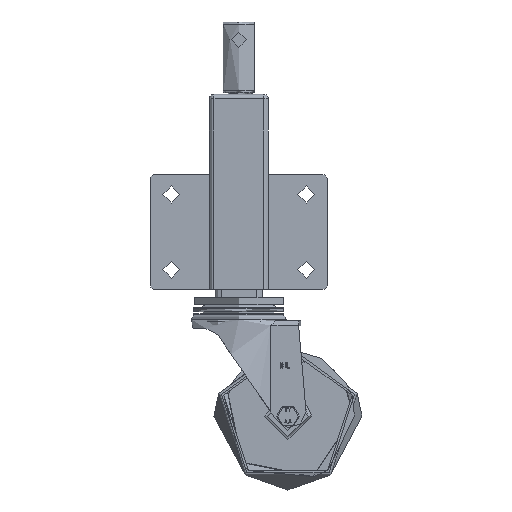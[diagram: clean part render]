
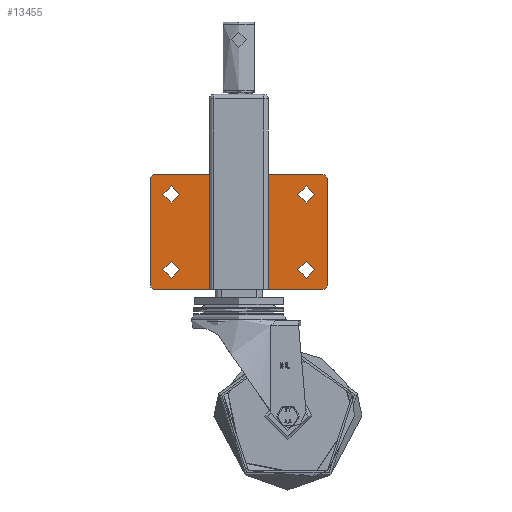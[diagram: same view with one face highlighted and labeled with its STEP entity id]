
A CAD part, front view. The second image highlights one B-rep face of the part: STEP entity #13455.
In plain terms, the highlighted face is planar.
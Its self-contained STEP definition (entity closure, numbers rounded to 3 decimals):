
#1106=FACE_BOUND('',#2304,.T.);
#1107=FACE_BOUND('',#2305,.T.);
#1108=FACE_BOUND('',#2306,.T.);
#1109=FACE_BOUND('',#2307,.T.);
#1193=PLANE('',#14489);
#1508=FACE_OUTER_BOUND('',#2303,.T.);
#2303=EDGE_LOOP('',(#9034,#9035,#9036,#9037,#9038,#9039,#9040,#9041));
#2304=EDGE_LOOP('',(#9042));
#2305=EDGE_LOOP('',(#9043));
#2306=EDGE_LOOP('',(#9044));
#2307=EDGE_LOOP('',(#9045));
#3188=LINE('',#19022,#4192);
#3189=LINE('',#19024,#4193);
#3190=LINE('',#19025,#4194);
#3191=LINE('',#19026,#4195);
#4192=VECTOR('',#15695,1000.);
#4193=VECTOR('',#15698,1000.);
#4194=VECTOR('',#15699,1000.);
#4195=VECTOR('',#15700,1000.);
#5183=CIRCLE('',#14465,7.25);
#5185=CIRCLE('',#14468,7.25);
#5187=CIRCLE('',#14471,7.25);
#5189=CIRCLE('',#14474,7.25);
#5191=CIRCLE('',#14477,4.);
#5193=CIRCLE('',#14480,4.);
#5195=CIRCLE('',#14483,4.);
#5197=CIRCLE('',#14486,4.);
#5581=VERTEX_POINT('',#18961);
#5583=VERTEX_POINT('',#18967);
#5585=VERTEX_POINT('',#18973);
#5587=VERTEX_POINT('',#18979);
#5589=VERTEX_POINT('',#18985);
#5590=VERTEX_POINT('',#18986);
#5593=VERTEX_POINT('',#18994);
#5594=VERTEX_POINT('',#18995);
#5597=VERTEX_POINT('',#19003);
#5598=VERTEX_POINT('',#19004);
#5601=VERTEX_POINT('',#19012);
#5602=VERTEX_POINT('',#19013);
#6925=EDGE_CURVE('',#5581,#5581,#5183,.T.);
#6928=EDGE_CURVE('',#5583,#5583,#5185,.T.);
#6931=EDGE_CURVE('',#5585,#5585,#5187,.T.);
#6934=EDGE_CURVE('',#5587,#5587,#5189,.T.);
#6937=EDGE_CURVE('',#5589,#5590,#5191,.T.);
#6941=EDGE_CURVE('',#5593,#5594,#5193,.T.);
#6945=EDGE_CURVE('',#5597,#5598,#5195,.T.);
#6949=EDGE_CURVE('',#5601,#5602,#5197,.T.);
#6954=EDGE_CURVE('',#5601,#5598,#3188,.T.);
#6955=EDGE_CURVE('',#5597,#5590,#3189,.T.);
#6956=EDGE_CURVE('',#5589,#5594,#3190,.T.);
#6957=EDGE_CURVE('',#5593,#5602,#3191,.T.);
#9034=ORIENTED_EDGE('',*,*,#6949,.F.);
#9035=ORIENTED_EDGE('',*,*,#6954,.T.);
#9036=ORIENTED_EDGE('',*,*,#6945,.F.);
#9037=ORIENTED_EDGE('',*,*,#6955,.T.);
#9038=ORIENTED_EDGE('',*,*,#6937,.F.);
#9039=ORIENTED_EDGE('',*,*,#6956,.T.);
#9040=ORIENTED_EDGE('',*,*,#6941,.F.);
#9041=ORIENTED_EDGE('',*,*,#6957,.T.);
#9042=ORIENTED_EDGE('',*,*,#6934,.F.);
#9043=ORIENTED_EDGE('',*,*,#6931,.F.);
#9044=ORIENTED_EDGE('',*,*,#6928,.F.);
#9045=ORIENTED_EDGE('',*,*,#6925,.F.);
#13455=ADVANCED_FACE('',(#1508,#1106,#1107,#1108,#1109),#1193,.F.);
#14465=AXIS2_PLACEMENT_3D('',#18962,#15634,#15635);
#14468=AXIS2_PLACEMENT_3D('',#18968,#15641,#15642);
#14471=AXIS2_PLACEMENT_3D('',#18974,#15648,#15649);
#14474=AXIS2_PLACEMENT_3D('',#18980,#15655,#15656);
#14477=AXIS2_PLACEMENT_3D('',#18987,#15662,#15663);
#14480=AXIS2_PLACEMENT_3D('',#18996,#15670,#15671);
#14483=AXIS2_PLACEMENT_3D('',#19005,#15678,#15679);
#14486=AXIS2_PLACEMENT_3D('',#19014,#15686,#15687);
#14489=AXIS2_PLACEMENT_3D('',#19023,#15696,#15697);
#15634=DIRECTION('center_axis',(0.,1.,0.));
#15635=DIRECTION('ref_axis',(1.,0.,0.));
#15641=DIRECTION('center_axis',(0.,1.,0.));
#15642=DIRECTION('ref_axis',(1.,0.,0.));
#15648=DIRECTION('center_axis',(0.,1.,0.));
#15649=DIRECTION('ref_axis',(1.,0.,0.));
#15655=DIRECTION('center_axis',(0.,1.,0.));
#15656=DIRECTION('ref_axis',(1.,0.,0.));
#15662=DIRECTION('center_axis',(0.,-1.,0.));
#15663=DIRECTION('ref_axis',(-0.707,0.,-0.707));
#15670=DIRECTION('center_axis',(0.,-1.,0.));
#15671=DIRECTION('ref_axis',(-0.707,0.,0.707));
#15678=DIRECTION('center_axis',(0.,-1.,0.));
#15679=DIRECTION('ref_axis',(0.707,0.,-0.707));
#15686=DIRECTION('center_axis',(0.,-1.,0.));
#15687=DIRECTION('ref_axis',(0.707,0.,0.707));
#15695=DIRECTION('',(0.,0.,-1.));
#15696=DIRECTION('center_axis',(0.,-1.,0.));
#15697=DIRECTION('ref_axis',(1.,0.,0.));
#15698=DIRECTION('',(-1.,0.,0.));
#15699=DIRECTION('',(0.,0.,1.));
#15700=DIRECTION('',(1.,0.,0.));
#18961=CARTESIAN_POINT('',(-64.25,3.,-28.75));
#18962=CARTESIAN_POINT('Origin',(-57.,3.,-28.75));
#18967=CARTESIAN_POINT('',(49.75,3.,-28.75));
#18968=CARTESIAN_POINT('Origin',(57.,3.,-28.75));
#18973=CARTESIAN_POINT('',(49.75,3.,34.75));
#18974=CARTESIAN_POINT('Origin',(57.,3.,34.75));
#18979=CARTESIAN_POINT('',(-64.25,3.,34.75));
#18980=CARTESIAN_POINT('Origin',(-57.,3.,34.75));
#18985=CARTESIAN_POINT('',(-75.,3.,-41.5));
#18986=CARTESIAN_POINT('',(-71.,3.,-45.5));
#18987=CARTESIAN_POINT('Origin',(-71.,3.,-41.5));
#18994=CARTESIAN_POINT('',(-71.,3.,51.5));
#18995=CARTESIAN_POINT('',(-75.,3.,47.5));
#18996=CARTESIAN_POINT('Origin',(-71.,3.,47.5));
#19003=CARTESIAN_POINT('',(71.,3.,-45.5));
#19004=CARTESIAN_POINT('',(75.,3.,-41.5));
#19005=CARTESIAN_POINT('Origin',(71.,3.,-41.5));
#19012=CARTESIAN_POINT('',(75.,3.,47.5));
#19013=CARTESIAN_POINT('',(71.,3.,51.5));
#19014=CARTESIAN_POINT('Origin',(71.,3.,47.5));
#19022=CARTESIAN_POINT('',(75.,3.,51.5));
#19023=CARTESIAN_POINT('Origin',(0.,3.,3.));
#19024=CARTESIAN_POINT('',(75.,3.,-45.5));
#19025=CARTESIAN_POINT('',(-75.,3.,-45.5));
#19026=CARTESIAN_POINT('',(-75.,3.,51.5));
